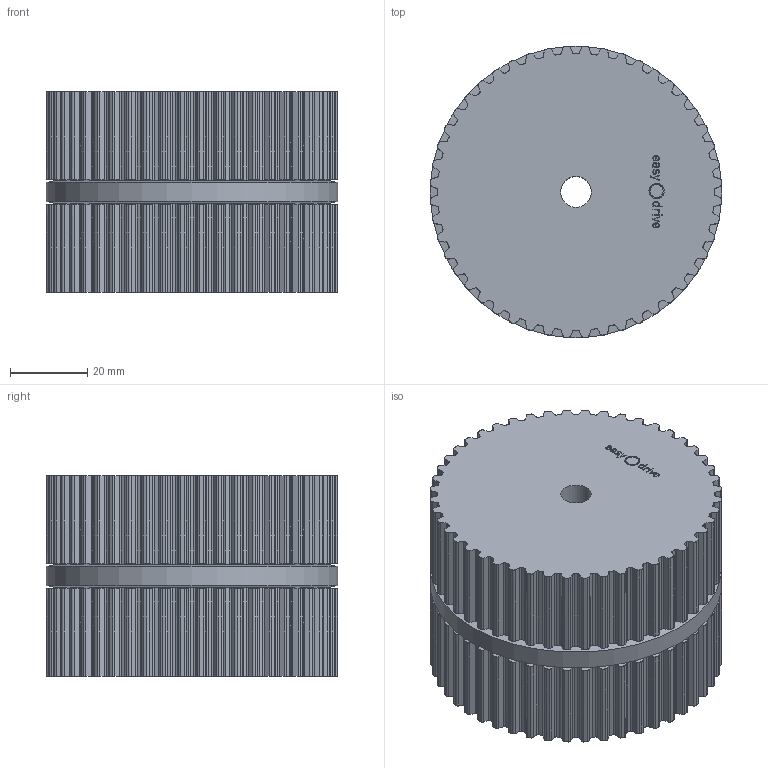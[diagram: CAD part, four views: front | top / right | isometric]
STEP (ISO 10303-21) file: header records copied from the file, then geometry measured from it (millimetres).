
FILE_DESCRIPTION(('zahnriemen24 Model'),'2;1');
FILE_NAME('zahnriemen24 Shape Model','2022-11-24T12:01:22',('Author'),( ''),'zahnriemen24 STEP processor 7.6','zahnriemen24','Unknown');
FILE_SCHEMA(('AUTOMOTIVE_DESIGN { 1 0 10303 214 1 1 1 1 }'));
Length unit declared in the file: millimetre
Products named in the file (3): zahnriemenscheibe_easydrive; Body_Rille_Mittelkranz; Easydrive
Assembly tree (3 placements, depth 2):
  zahnriemenscheibe_easydrive
    Body_Rille_Mittelkranz  x2
    Easydrive
Bounding box: 75.55 x 75.55 x 52 mm (x, y, z)
Volume: 225580.7 mm3; surface area: 37469.3 mm2
Topology: 3 solids, 3 shells, 977 faces, 3237 edges, 2284 vertices
Faces by surface type: cylinder 582, plane 216, extrusion 173, cone 6
Full cylindrical faces by diameter (mm): 8 x1, 65.55 x3, 75.55 x2
Entity records: 93496 total; most frequent: CARTESIAN_POINT 32371, DIRECTION 10215, ORIENTED_EDGE 6454, PCURVE 6454, DEFINITIONAL_REPRESENTATION 6454, VECTOR 5319, LINE 5146, EDGE_CURVE 3227
